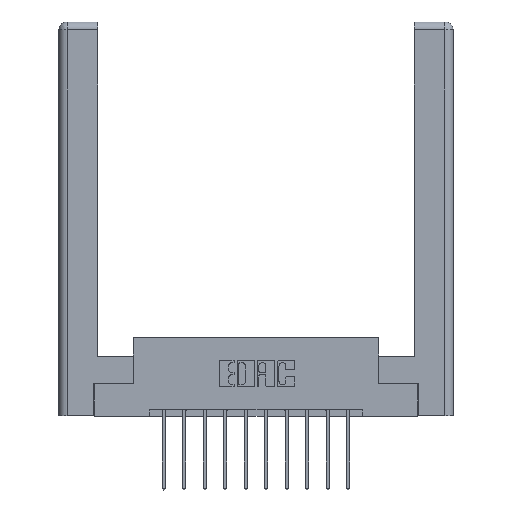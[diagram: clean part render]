
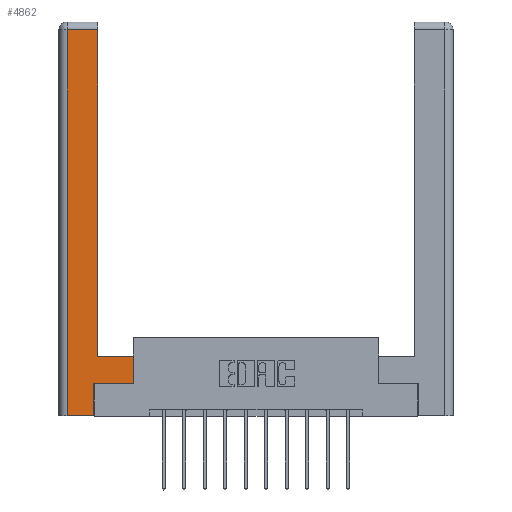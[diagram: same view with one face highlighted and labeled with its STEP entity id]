
A CAD part, top view. The second image highlights one B-rep face of the part: STEP entity #4862.
In plain terms, the highlighted planar face has unit normal (0, 0, 1).
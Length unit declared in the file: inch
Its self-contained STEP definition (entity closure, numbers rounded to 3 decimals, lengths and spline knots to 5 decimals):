
#189 = CARTESIAN_POINT ( 'NONE',  ( 0.0615, 0., 0. ) ) ;
#558 = ORIENTED_EDGE ( 'NONE', *, *, #10324, .T. ) ;
#608 = CARTESIAN_POINT ( 'NONE',  ( 0.265, 0., 0. ) ) ;
#618 = EDGE_CURVE ( 'NONE', #7500, #13677, #6128, .T. ) ;
#635 = VECTOR ( 'NONE', #13241, 39.37008 ) ;
#741 = VECTOR ( 'NONE', #11703, 39.37008 ) ;
#769 = LINE ( 'NONE', #4194, #10071 ) ;
#808 = DIRECTION ( 'NONE',  ( 1., 0., 0. ) ) ;
#947 = CARTESIAN_POINT ( 'NONE',  ( 0.565, 0.245, 0. ) ) ;
#1084 = CARTESIAN_POINT ( 'NONE',  ( 0., 0., 0. ) ) ;
#1228 = CARTESIAN_POINT ( 'NONE',  ( 0.0615, 0., 0. ) ) ;
#1271 = DIRECTION ( 'NONE',  ( 0., 0., -1. ) ) ;
#1766 = DIRECTION ( 'NONE',  ( -1., 0., 0. ) ) ;
#1860 = CARTESIAN_POINT ( 'NONE',  ( 0.295, 0.45, 0. ) ) ;
#2117 = CARTESIAN_POINT ( 'NONE',  ( 0.295, 2.94, 0. ) ) ;
#2187 = VERTEX_POINT ( 'NONE', #189 ) ;
#2787 = DIRECTION ( 'NONE',  ( 0., 1., 0. ) ) ;
#2902 = ORIENTED_EDGE ( 'NONE', *, *, #8963, .T. ) ;
#2941 = LINE ( 'NONE', #13733, #13309 ) ;
#3172 = ORIENTED_EDGE ( 'NONE', *, *, #10011, .T. ) ;
#3183 = EDGE_CURVE ( 'NONE', #3789, #7500, #3970, .T. ) ;
#3337 = CARTESIAN_POINT ( 'NONE',  ( 0.295, 0.45, 0. ) ) ;
#3789 = VERTEX_POINT ( 'NONE', #13074 ) ;
#3806 = CARTESIAN_POINT ( 'NONE',  ( 0.565, 0.45, 0. ) ) ;
#3970 = LINE ( 'NONE', #947, #635 ) ;
#4194 = CARTESIAN_POINT ( 'NONE',  ( 0.265, 0., 0. ) ) ;
#4397 = EDGE_CURVE ( 'NONE', #2187, #7099, #769, .T. ) ;
#4541 = CARTESIAN_POINT ( 'NONE',  ( 0.565, 0.45, 0. ) ) ;
#4862 = ADVANCED_FACE ( 'NONE', ( #13238 ), #6810, .F. ) ;
#4974 = VECTOR ( 'NONE', #9696, 39.37008 ) ;
#5932 = DIRECTION ( 'NONE',  ( -1., 0., 0. ) ) ;
#5960 = VECTOR ( 'NONE', #2787, 39.37008 ) ;
#6128 = LINE ( 'NONE', #3806, #5960 ) ;
#6810 = PLANE ( 'NONE',  #12981 ) ;
#6904 = LINE ( 'NONE', #7425, #4974 ) ;
#7039 = LINE ( 'NONE', #1228, #741 ) ;
#7099 = VERTEX_POINT ( 'NONE', #608 ) ;
#7425 = CARTESIAN_POINT ( 'NONE',  ( 0.295, 3., 0. ) ) ;
#7500 = VERTEX_POINT ( 'NONE', #14559 ) ;
#7956 = LINE ( 'NONE', #8150, #9541 ) ;
#8150 = CARTESIAN_POINT ( 'NONE',  ( 0.0615, 2.94, 0. ) ) ;
#8963 = EDGE_CURVE ( 'NONE', #13677, #13995, #9789, .T. ) ;
#9311 = CARTESIAN_POINT ( 'NONE',  ( 0.0615, 2.94, 0. ) ) ;
#9541 = VECTOR ( 'NONE', #5932, 39.37008 ) ;
#9696 = DIRECTION ( 'NONE',  ( 0., 1., 0. ) ) ;
#9725 = EDGE_CURVE ( 'NONE', #7099, #3789, #2941, .T. ) ;
#9783 = ORIENTED_EDGE ( 'NONE', *, *, #3183, .T. ) ;
#9789 = LINE ( 'NONE', #3337, #12773 ) ;
#10011 = EDGE_CURVE ( 'NONE', #13995, #11694, #6904, .T. ) ;
#10071 = VECTOR ( 'NONE', #808, 39.37008 ) ;
#10102 = DIRECTION ( 'NONE',  ( -1., 0., 0. ) ) ;
#10324 = EDGE_CURVE ( 'NONE', #11694, #11866, #7956, .T. ) ;
#10782 = ORIENTED_EDGE ( 'NONE', *, *, #10864, .T. ) ;
#10864 = EDGE_CURVE ( 'NONE', #11866, #2187, #7039, .T. ) ;
#11694 = VERTEX_POINT ( 'NONE', #2117 ) ;
#11703 = DIRECTION ( 'NONE',  ( 0., -1., 0. ) ) ;
#11751 = ORIENTED_EDGE ( 'NONE', *, *, #9725, .T. ) ;
#11866 = VERTEX_POINT ( 'NONE', #9311 ) ;
#12744 = DIRECTION ( 'NONE',  ( 0., 1., 0. ) ) ;
#12773 = VECTOR ( 'NONE', #1766, 39.37008 ) ;
#12981 = AXIS2_PLACEMENT_3D ( 'NONE', #1084, #1271, #10102 ) ;
#13074 = CARTESIAN_POINT ( 'NONE',  ( 0.265, 0.245, 0. ) ) ;
#13149 = ORIENTED_EDGE ( 'NONE', *, *, #4397, .T. ) ;
#13238 = FACE_OUTER_BOUND ( 'NONE', #13275, .T. ) ;
#13241 = DIRECTION ( 'NONE',  ( 1., 0., 0. ) ) ;
#13275 = EDGE_LOOP ( 'NONE', ( #3172, #558, #10782, #13149, #11751, #9783, #13993, #2902 ) ) ;
#13309 = VECTOR ( 'NONE', #12744, 39.37008 ) ;
#13677 = VERTEX_POINT ( 'NONE', #4541 ) ;
#13733 = CARTESIAN_POINT ( 'NONE',  ( 0.265, 0.245, 0. ) ) ;
#13993 = ORIENTED_EDGE ( 'NONE', *, *, #618, .T. ) ;
#13995 = VERTEX_POINT ( 'NONE', #1860 ) ;
#14559 = CARTESIAN_POINT ( 'NONE',  ( 0.565, 0.245, 0. ) ) ;
